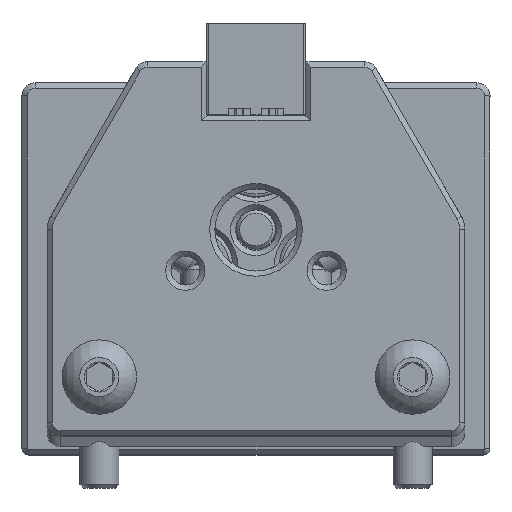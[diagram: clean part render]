
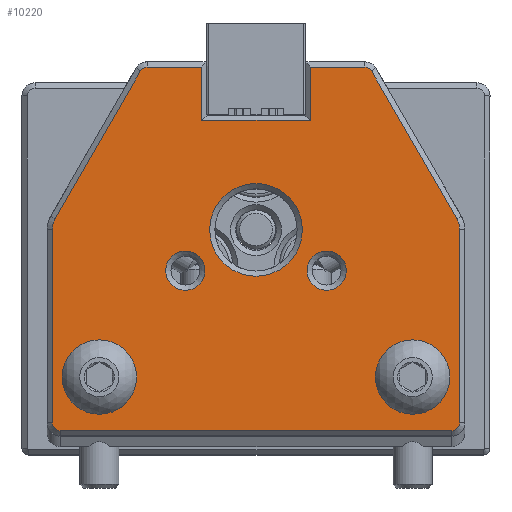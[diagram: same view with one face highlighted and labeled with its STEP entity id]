
A CAD part, top view. The second image highlights one B-rep face of the part: STEP entity #10220.
In plain terms, the highlighted planar face has unit normal (0, 0, 1).
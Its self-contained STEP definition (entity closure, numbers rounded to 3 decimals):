
#562=FACE_BOUND('',#1803,.T.);
#563=FACE_BOUND('',#1804,.T.);
#564=FACE_BOUND('',#1805,.T.);
#565=FACE_BOUND('',#1806,.T.);
#566=FACE_BOUND('',#1807,.T.);
#665=PLANE('',#11044);
#1175=FACE_OUTER_BOUND('',#1802,.T.);
#1802=EDGE_LOOP('',(#7340,#7341,#7342,#7343,#7344,#7345,#7346,#7347,#7348,
#7349,#7350,#7351,#7352,#7353,#7354,#7355));
#1803=EDGE_LOOP('',(#7356));
#1804=EDGE_LOOP('',(#7357));
#1805=EDGE_LOOP('',(#7358));
#1806=EDGE_LOOP('',(#7359));
#1807=EDGE_LOOP('',(#7360));
#2515=LINE('',#16642,#3347);
#2516=LINE('',#16646,#3348);
#2517=LINE('',#16650,#3349);
#2518=LINE('',#16654,#3350);
#2519=LINE('',#16658,#3351);
#2520=LINE('',#16662,#3352);
#2521=LINE('',#16666,#3353);
#2522=LINE('',#16668,#3354);
#2523=LINE('',#16670,#3355);
#2524=LINE('',#16671,#3356);
#3347=VECTOR('',#12484,10.);
#3348=VECTOR('',#12487,10.);
#3349=VECTOR('',#12490,10.);
#3350=VECTOR('',#12493,10.);
#3351=VECTOR('',#12496,10.);
#3352=VECTOR('',#12499,10.);
#3353=VECTOR('',#12502,10.);
#3354=VECTOR('',#12503,10.);
#3355=VECTOR('',#12504,10.);
#3356=VECTOR('',#12505,10.);
#4164=CIRCLE('',#11043,3.55);
#4165=CIRCLE('',#11045,0.6);
#4166=CIRCLE('',#11046,1.6);
#4167=CIRCLE('',#11047,0.6);
#4168=CIRCLE('',#11048,0.6);
#4169=CIRCLE('',#11049,1.6);
#4170=CIRCLE('',#11050,0.6);
#4171=CIRCLE('',#11051,1.5);
#4172=CIRCLE('',#11052,1.575);
#4173=CIRCLE('',#11053,1.575);
#4174=CIRCLE('',#11054,1.5);
#4689=VERTEX_POINT('',#16636);
#4690=VERTEX_POINT('',#16640);
#4691=VERTEX_POINT('',#16641);
#4692=VERTEX_POINT('',#16643);
#4693=VERTEX_POINT('',#16645);
#4694=VERTEX_POINT('',#16647);
#4695=VERTEX_POINT('',#16649);
#4696=VERTEX_POINT('',#16651);
#4697=VERTEX_POINT('',#16653);
#4698=VERTEX_POINT('',#16655);
#4699=VERTEX_POINT('',#16657);
#4700=VERTEX_POINT('',#16659);
#4701=VERTEX_POINT('',#16661);
#4702=VERTEX_POINT('',#16663);
#4703=VERTEX_POINT('',#16665);
#4704=VERTEX_POINT('',#16667);
#4705=VERTEX_POINT('',#16669);
#4706=VERTEX_POINT('',#16672);
#4707=VERTEX_POINT('',#16674);
#4708=VERTEX_POINT('',#16676);
#4709=VERTEX_POINT('',#16678);
#5694=EDGE_CURVE('',#4689,#4689,#4164,.T.);
#5696=EDGE_CURVE('',#4690,#4691,#2515,.T.);
#5697=EDGE_CURVE('',#4692,#4690,#4165,.T.);
#5698=EDGE_CURVE('',#4693,#4692,#2516,.T.);
#5699=EDGE_CURVE('',#4694,#4693,#4166,.T.);
#5700=EDGE_CURVE('',#4695,#4694,#2517,.T.);
#5701=EDGE_CURVE('',#4696,#4695,#4167,.T.);
#5702=EDGE_CURVE('',#4697,#4696,#2518,.T.);
#5703=EDGE_CURVE('',#4698,#4697,#4168,.T.);
#5704=EDGE_CURVE('',#4699,#4698,#2519,.T.);
#5705=EDGE_CURVE('',#4700,#4699,#4169,.T.);
#5706=EDGE_CURVE('',#4701,#4700,#2520,.T.);
#5707=EDGE_CURVE('',#4702,#4701,#4170,.T.);
#5708=EDGE_CURVE('',#4703,#4702,#2521,.T.);
#5709=EDGE_CURVE('',#4704,#4703,#2522,.T.);
#5710=EDGE_CURVE('',#4705,#4704,#2523,.T.);
#5711=EDGE_CURVE('',#4691,#4705,#2524,.T.);
#5712=EDGE_CURVE('',#4706,#4706,#4171,.T.);
#5713=EDGE_CURVE('',#4707,#4707,#4172,.T.);
#5714=EDGE_CURVE('',#4708,#4708,#4173,.T.);
#5715=EDGE_CURVE('',#4709,#4709,#4174,.T.);
#7340=ORIENTED_EDGE('',*,*,#5696,.F.);
#7341=ORIENTED_EDGE('',*,*,#5697,.F.);
#7342=ORIENTED_EDGE('',*,*,#5698,.F.);
#7343=ORIENTED_EDGE('',*,*,#5699,.F.);
#7344=ORIENTED_EDGE('',*,*,#5700,.F.);
#7345=ORIENTED_EDGE('',*,*,#5701,.F.);
#7346=ORIENTED_EDGE('',*,*,#5702,.F.);
#7347=ORIENTED_EDGE('',*,*,#5703,.F.);
#7348=ORIENTED_EDGE('',*,*,#5704,.F.);
#7349=ORIENTED_EDGE('',*,*,#5705,.F.);
#7350=ORIENTED_EDGE('',*,*,#5706,.F.);
#7351=ORIENTED_EDGE('',*,*,#5707,.F.);
#7352=ORIENTED_EDGE('',*,*,#5708,.F.);
#7353=ORIENTED_EDGE('',*,*,#5709,.F.);
#7354=ORIENTED_EDGE('',*,*,#5710,.F.);
#7355=ORIENTED_EDGE('',*,*,#5711,.F.);
#7356=ORIENTED_EDGE('',*,*,#5712,.F.);
#7357=ORIENTED_EDGE('',*,*,#5713,.T.);
#7358=ORIENTED_EDGE('',*,*,#5714,.T.);
#7359=ORIENTED_EDGE('',*,*,#5715,.F.);
#7360=ORIENTED_EDGE('',*,*,#5694,.F.);
#10220=ADVANCED_FACE('',(#1175,#562,#563,#564,#565,#566),#665,.T.);
#11043=AXIS2_PLACEMENT_3D('',#16637,#12479,#12480);
#11044=AXIS2_PLACEMENT_3D('',#16639,#12482,#12483);
#11045=AXIS2_PLACEMENT_3D('',#16644,#12485,#12486);
#11046=AXIS2_PLACEMENT_3D('',#16648,#12488,#12489);
#11047=AXIS2_PLACEMENT_3D('',#16652,#12491,#12492);
#11048=AXIS2_PLACEMENT_3D('',#16656,#12494,#12495);
#11049=AXIS2_PLACEMENT_3D('',#16660,#12497,#12498);
#11050=AXIS2_PLACEMENT_3D('',#16664,#12500,#12501);
#11051=AXIS2_PLACEMENT_3D('',#16673,#12506,#12507);
#11052=AXIS2_PLACEMENT_3D('',#16675,#12508,#12509);
#11053=AXIS2_PLACEMENT_3D('',#16677,#12510,#12511);
#11054=AXIS2_PLACEMENT_3D('',#16679,#12512,#12513);
#12479=DIRECTION('center_axis',(0.,0.,1.));
#12480=DIRECTION('ref_axis',(-0.866,0.5,0.));
#12482=DIRECTION('center_axis',(0.,0.,1.));
#12483=DIRECTION('ref_axis',(1.,0.,0.));
#12484=DIRECTION('',(1.,0.,0.));
#12485=DIRECTION('center_axis',(0.,0.,-1.));
#12486=DIRECTION('ref_axis',(-0.5,0.866,0.));
#12487=DIRECTION('',(0.5,0.866,0.));
#12488=DIRECTION('center_axis',(0.,0.,-1.));
#12489=DIRECTION('ref_axis',(-0.966,0.259,0.));
#12490=DIRECTION('',(0.,1.,0.));
#12491=DIRECTION('center_axis',(0.,0.,-1.));
#12492=DIRECTION('ref_axis',(-0.707,-0.707,0.));
#12493=DIRECTION('',(-1.,0.,0.));
#12494=DIRECTION('center_axis',(0.,0.,-1.));
#12495=DIRECTION('ref_axis',(0.707,-0.707,0.));
#12496=DIRECTION('',(0.,-1.,0.));
#12497=DIRECTION('center_axis',(0.,0.,-1.));
#12498=DIRECTION('ref_axis',(0.966,0.259,0.));
#12499=DIRECTION('',(0.5,-0.866,0.));
#12500=DIRECTION('center_axis',(0.,0.,-1.));
#12501=DIRECTION('ref_axis',(0.5,0.866,0.));
#12502=DIRECTION('',(1.,0.,0.));
#12503=DIRECTION('',(0.,1.,0.));
#12504=DIRECTION('',(1.,0.,0.));
#12505=DIRECTION('',(0.,-1.,0.));
#12506=DIRECTION('center_axis',(0.,0.,1.));
#12507=DIRECTION('ref_axis',(-1.,0.,0.));
#12508=DIRECTION('center_axis',(0.,0.,-1.));
#12509=DIRECTION('ref_axis',(1.,0.,0.));
#12510=DIRECTION('center_axis',(0.,0.,-1.));
#12511=DIRECTION('ref_axis',(1.,0.,0.));
#12512=DIRECTION('center_axis',(0.,0.,1.));
#12513=DIRECTION('ref_axis',(-1.,0.,0.));
#16636=CARTESIAN_POINT('',(3.074,-1.775,3.5));
#16637=CARTESIAN_POINT('Origin',(0.,0.,3.5));
#16639=CARTESIAN_POINT('Origin',(-4.547,-4.325,3.5));
#16640=CARTESIAN_POINT('',(-8.328,12.475,3.5));
#16641=CARTESIAN_POINT('',(-4.15,12.475,3.5));
#16642=CARTESIAN_POINT('',(-6.726,12.475,3.5));
#16643=CARTESIAN_POINT('',(-8.848,12.175,3.5));
#16644=CARTESIAN_POINT('Origin',(-8.328,11.875,3.5));
#16645=CARTESIAN_POINT('',(-15.386,0.851,3.5));
#16646=CARTESIAN_POINT('',(-15.285,1.025,3.5));
#16647=CARTESIAN_POINT('',(-15.6,0.051,3.5));
#16648=CARTESIAN_POINT('Origin',(-14.,0.051,3.5));
#16649=CARTESIAN_POINT('',(-15.6,-14.775,3.5));
#16650=CARTESIAN_POINT('',(-15.6,-10.05,3.5));
#16651=CARTESIAN_POINT('',(-15.,-15.375,3.5));
#16652=CARTESIAN_POINT('Origin',(-15.,-14.775,3.5));
#16653=CARTESIAN_POINT('',(15.,-15.375,3.5));
#16654=CARTESIAN_POINT('',(5.727,-15.375,3.5));
#16655=CARTESIAN_POINT('',(15.6,-14.775,3.5));
#16656=CARTESIAN_POINT('Origin',(15.,-14.775,3.5));
#16657=CARTESIAN_POINT('',(15.6,0.051,3.5));
#16658=CARTESIAN_POINT('',(15.6,-4.55,3.5));
#16659=CARTESIAN_POINT('',(15.386,0.851,3.5));
#16660=CARTESIAN_POINT('Origin',(14.,0.051,3.5));
#16661=CARTESIAN_POINT('',(8.848,12.175,3.5));
#16662=CARTESIAN_POINT('',(10.602,9.137,3.5));
#16663=CARTESIAN_POINT('',(8.328,12.475,3.5));
#16664=CARTESIAN_POINT('Origin',(8.328,11.875,3.5));
#16665=CARTESIAN_POINT('',(4.15,12.475,3.5));
#16666=CARTESIAN_POINT('',(-6.726,12.475,3.5));
#16667=CARTESIAN_POINT('',(4.15,8.4,3.5));
#16668=CARTESIAN_POINT('',(4.15,3.087,3.5));
#16669=CARTESIAN_POINT('',(-4.15,8.4,3.5));
#16670=CARTESIAN_POINT('',(-2.273,8.4,3.5));
#16671=CARTESIAN_POINT('',(-4.15,3.088,3.5));
#16672=CARTESIAN_POINT('',(-3.913,-3.125,3.5));
#16673=CARTESIAN_POINT('Origin',(-5.413,-3.125,3.5));
#16674=CARTESIAN_POINT('',(10.425,-11.275,3.5));
#16675=CARTESIAN_POINT('Origin',(12.,-11.275,3.5));
#16676=CARTESIAN_POINT('',(-13.575,-11.275,3.5));
#16677=CARTESIAN_POINT('Origin',(-12.,-11.275,3.5));
#16678=CARTESIAN_POINT('',(6.913,-3.125,3.5));
#16679=CARTESIAN_POINT('Origin',(5.413,-3.125,3.5));
